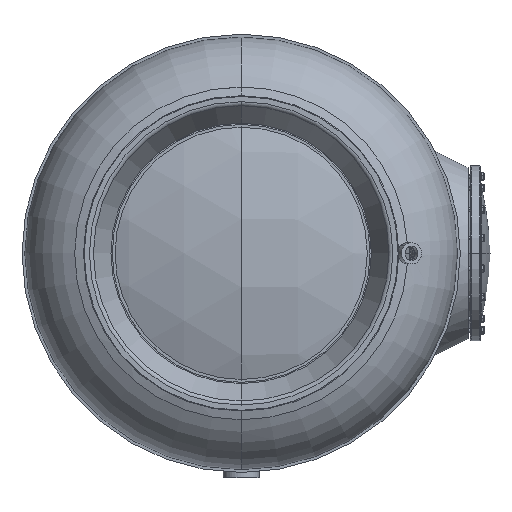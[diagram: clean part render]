
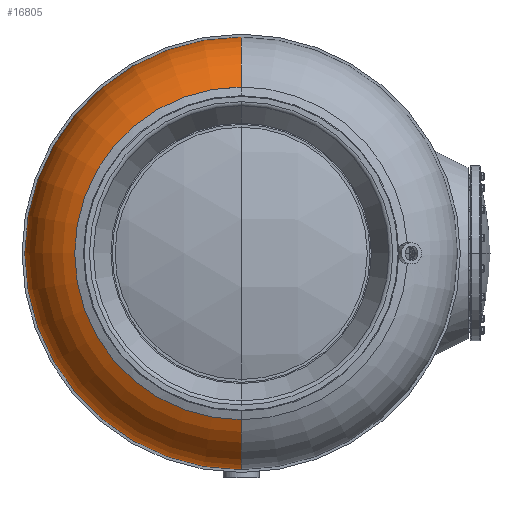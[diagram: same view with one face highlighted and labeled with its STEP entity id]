
A CAD part, front view. The second image highlights one B-rep face of the part: STEP entity #16805.
In plain terms, the highlighted toroidal (fillet/blend) face has major radius 385.938 mm and minor radius 231.562 mm.
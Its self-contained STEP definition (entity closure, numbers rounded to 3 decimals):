
#492 = EDGE_CURVE ( 'NONE', #5838, #18619, #17630, .T. ) ;
#3034 = AXIS2_PLACEMENT_3D ( 'NONE', #24601, #12462, #3876 ) ;
#3843 = ORIENTED_EDGE ( 'NONE', *, *, #5438, .T. ) ;
#3876 = DIRECTION ( 'NONE',  ( 1., 0., 0. ) ) ;
#4250 = FACE_OUTER_BOUND ( 'NONE', #19404, .T. ) ;
#4523 = DIRECTION ( 'NONE',  ( 1., 0., 0. ) ) ;
#5438 = EDGE_CURVE ( 'NONE', #8170, #7643, #23654, .T. ) ;
#5838 = VERTEX_POINT ( 'NONE', #14280 ) ;
#6539 = DIRECTION ( 'NONE',  ( 0.385, -0.923, 0. ) ) ;
#6678 = CARTESIAN_POINT ( 'NONE',  ( -385.938, 308.75, 0. ) ) ;
#7643 = VERTEX_POINT ( 'NONE', #15698 ) ;
#8170 = VERTEX_POINT ( 'NONE', #9455 ) ;
#8582 = CARTESIAN_POINT ( 'NONE',  ( 385.938, 308.75, 0. ) ) ;
#9455 = CARTESIAN_POINT ( 'NONE',  ( -475., 95., 0. ) ) ;
#11516 = CARTESIAN_POINT ( 'NONE',  ( 617.5, 308.75, 0. ) ) ;
#11954 = AXIS2_PLACEMENT_3D ( 'NONE', #8582, #16903, #6539 ) ;
#12178 = ORIENTED_EDGE ( 'NONE', *, *, #492, .F. ) ;
#12462 = DIRECTION ( 'NONE',  ( 0., 1., 0. ) ) ;
#12964 = DIRECTION ( 'NONE',  ( 0., 1., 0. ) ) ;
#13491 = EDGE_CURVE ( 'NONE', #5838, #8170, #18731, .T. ) ;
#13534 = ORIENTED_EDGE ( 'NONE', *, *, #13491, .T. ) ;
#14280 = CARTESIAN_POINT ( 'NONE',  ( 475., 95., 0. ) ) ;
#15219 = AXIS2_PLACEMENT_3D ( 'NONE', #25268, #12964, #4523 ) ;
#15664 = ORIENTED_EDGE ( 'NONE', *, *, #16232, .F. ) ;
#15698 = CARTESIAN_POINT ( 'NONE',  ( -617.5, 308.75, 0. ) ) ;
#16232 = EDGE_CURVE ( 'NONE', #18619, #7643, #23054, .T. ) ;
#16805 = ADVANCED_FACE ( 'NONE', ( #4250 ), #18295, .T. ) ;
#16903 = DIRECTION ( 'NONE',  ( 0., 0., 1. ) ) ;
#16910 = DIRECTION ( 'NONE',  ( -0.385, -0.923, 0. ) ) ;
#17630 = CIRCLE ( 'NONE', #11954, 231.563 ) ;
#18025 = CARTESIAN_POINT ( 'NONE',  ( 0., 95., 0. ) ) ;
#18295 = TOROIDAL_SURFACE ( 'NONE', #15219, 385.938, 231.563 ) ;
#18619 = VERTEX_POINT ( 'NONE', #11516 ) ;
#18731 = CIRCLE ( 'NONE', #25298, 475. ) ;
#19404 = EDGE_LOOP ( 'NONE', ( #13534, #3843, #15664, #12178 ) ) ;
#22088 = DIRECTION ( 'NONE',  ( 1., 0., 0. ) ) ;
#23054 = CIRCLE ( 'NONE', #3034, 617.5 ) ;
#23654 = CIRCLE ( 'NONE', #24538, 231.563 ) ;
#24538 = AXIS2_PLACEMENT_3D ( 'NONE', #6678, #25507, #16910 ) ;
#24601 = CARTESIAN_POINT ( 'NONE',  ( 0., 308.75, 0. ) ) ;
#25268 = CARTESIAN_POINT ( 'NONE',  ( 0., 308.75, 0. ) ) ;
#25298 = AXIS2_PLACEMENT_3D ( 'NONE', #18025, #26222, #22088 ) ;
#25507 = DIRECTION ( 'NONE',  ( 0., 0., -1. ) ) ;
#26222 = DIRECTION ( 'NONE',  ( 0., 1., 0. ) ) ;
